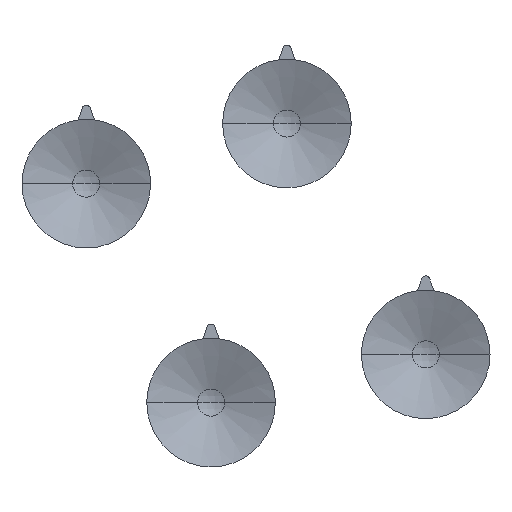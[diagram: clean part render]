
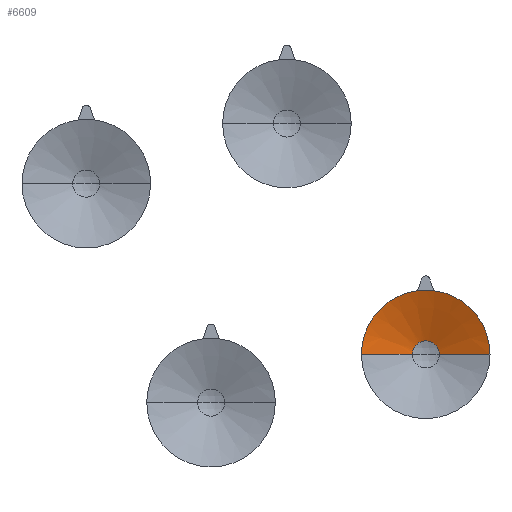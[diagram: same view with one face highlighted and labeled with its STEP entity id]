
A CAD part, front view. The second image highlights one B-rep face of the part: STEP entity #6609.
In plain terms, the highlighted conical face has half-angle 68.425 degrees and reference radius 22.225 mm.
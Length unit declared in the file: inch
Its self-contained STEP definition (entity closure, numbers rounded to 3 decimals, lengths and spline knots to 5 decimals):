
#30 = DIRECTION ( 'NONE',  ( 0.93, -0.368, 0. ) ) ;
#57 = CARTESIAN_POINT ( 'NONE',  ( -0.11, 0., 0.86806 ) ) ;
#105 = CARTESIAN_POINT ( 'NONE',  ( -0.875, 0., 0. ) ) ;
#118 = DIRECTION ( 'NONE',  ( 0., -1., 0. ) ) ;
#126 = CARTESIAN_POINT ( 'NONE',  ( 0., 0.2733, 0. ) ) ;
#128 = DIRECTION ( 'NONE',  ( -0.93, -0.368, 0. ) ) ;
#129 = DIRECTION ( 'NONE',  ( 1., 0., 0. ) ) ;
#173 = CARTESIAN_POINT ( 'NONE',  ( 0.875, 0., 0. ) ) ;
#178 = CARTESIAN_POINT ( 'NONE',  ( -0.03667, 0.00429, 0.86641 ) ) ;
#262 = CARTESIAN_POINT ( 'NONE',  ( 0.11, 0., 0.86806 ) ) ;
#276 = CARTESIAN_POINT ( 'NONE',  ( 0.03667, 0.00429, 0.86641 ) ) ;
#785 = VERTEX_POINT ( 'NONE', #1500 ) ;
#793 = VERTEX_POINT ( 'NONE', #1488 ) ;
#824 = ORIENTED_EDGE ( 'NONE', *, *, #3474, .T. ) ;
#837 = ORIENTED_EDGE ( 'NONE', *, *, #3490, .F. ) ;
#874 = VERTEX_POINT ( 'NONE', #1507 ) ;
#939 = VERTEX_POINT ( 'NONE', #1517 ) ;
#1017 = VERTEX_POINT ( 'NONE', #1532 ) ;
#1029 = VERTEX_POINT ( 'NONE', #1537 ) ;
#1488 = CARTESIAN_POINT ( 'NONE',  ( 0.875, 0., 0. ) ) ;
#1500 = CARTESIAN_POINT ( 'NONE',  ( -0.11, 0., 0.86806 ) ) ;
#1507 = CARTESIAN_POINT ( 'NONE',  ( 0.18386, 0.2733, 0. ) ) ;
#1517 = CARTESIAN_POINT ( 'NONE',  ( -0.18386, 0.2733, 0. ) ) ;
#1532 = CARTESIAN_POINT ( 'NONE',  ( 0.11, 0., 0.86806 ) ) ;
#1537 = CARTESIAN_POINT ( 'NONE',  ( -0.875, 0., 0. ) ) ;
#2473 = EDGE_CURVE ( 'NONE', #874, #939, #8760, .T. ) ;
#2939 = AXIS2_PLACEMENT_3D ( 'NONE', #9305, #9289, #9336 ) ;
#3425 = EDGE_CURVE ( 'NONE', #785, #1017, #9429, .T. ) ;
#3474 = EDGE_CURVE ( 'NONE', #874, #793, #8852, .T. ) ;
#3490 = EDGE_CURVE ( 'NONE', #939, #1029, #8882, .T. ) ;
#3528 = EDGE_CURVE ( 'NONE', #793, #1017, #8969, .T. ) ;
#3529 = EDGE_CURVE ( 'NONE', #785, #1029, #8971, .T. ) ;
#6416 = ORIENTED_EDGE ( 'NONE', *, *, #3425, .F. ) ;
#6528 = ORIENTED_EDGE ( 'NONE', *, *, #3529, .T. ) ;
#6546 = ORIENTED_EDGE ( 'NONE', *, *, #3528, .T. ) ;
#6564 = ORIENTED_EDGE ( 'NONE', *, *, #2473, .F. ) ;
#6609 = ADVANCED_FACE ( 'NONE', ( #8272 ), #8283, .F. ) ;
#7542 = EDGE_LOOP ( 'NONE', ( #837, #6564, #824, #6546, #6416, #6528 ) ) ;
#8272 = FACE_OUTER_BOUND ( 'NONE', #7542, .T. ) ;
#8283 = CONICAL_SURFACE ( 'NONE', #2939, 0.875, 1.194 ) ;
#8760 = CIRCLE ( 'NONE', #9968, 0.18386 ) ;
#8852 = LINE ( 'NONE', #173, #8860 ) ;
#8860 = VECTOR ( 'NONE', #30, 39.37008 ) ;
#8882 = LINE ( 'NONE', #105, #8887 ) ;
#8887 = VECTOR ( 'NONE', #128, 39.37008 ) ;
#8969 = CIRCLE ( 'NONE', #10039, 0.875 ) ;
#8971 = CIRCLE ( 'NONE', #10040, 0.875 ) ;
#9289 = DIRECTION ( 'NONE',  ( 0., -1., 0. ) ) ;
#9305 = CARTESIAN_POINT ( 'NONE',  ( 0., 0., 0. ) ) ;
#9336 = DIRECTION ( 'NONE',  ( 1., 0., 0. ) ) ;
#9429 = B_SPLINE_CURVE_WITH_KNOTS ( 'NONE', 3,
 ( #57, #178, #276, #262 ),
 .UNSPECIFIED., .F., .F.,
 ( 4, 4 ),
 ( 0., 0.00559 ),
 .UNSPECIFIED. ) ;
#9968 = AXIS2_PLACEMENT_3D ( 'NONE', #126, #118, #129 ) ;
#10039 = AXIS2_PLACEMENT_3D ( 'NONE', #10325, #10327, #10331 ) ;
#10040 = AXIS2_PLACEMENT_3D ( 'NONE', #10343, #10344, #10356 ) ;
#10325 = CARTESIAN_POINT ( 'NONE',  ( 0., 0., 0. ) ) ;
#10327 = DIRECTION ( 'NONE',  ( 0., -1., 0. ) ) ;
#10331 = DIRECTION ( 'NONE',  ( 1., 0., 0. ) ) ;
#10343 = CARTESIAN_POINT ( 'NONE',  ( 0., 0., 0. ) ) ;
#10344 = DIRECTION ( 'NONE',  ( 0., -1., 0. ) ) ;
#10356 = DIRECTION ( 'NONE',  ( 1., 0., 0. ) ) ;
